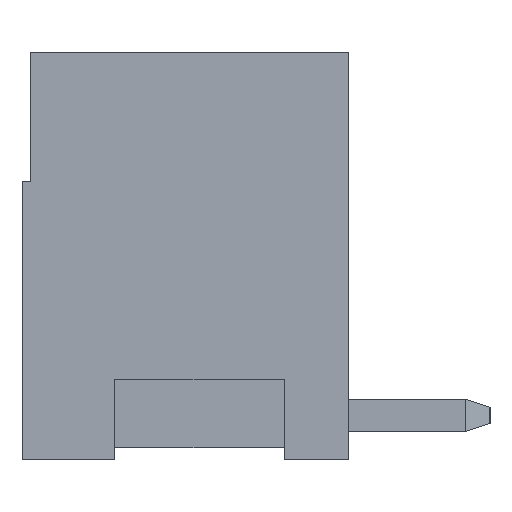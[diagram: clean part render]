
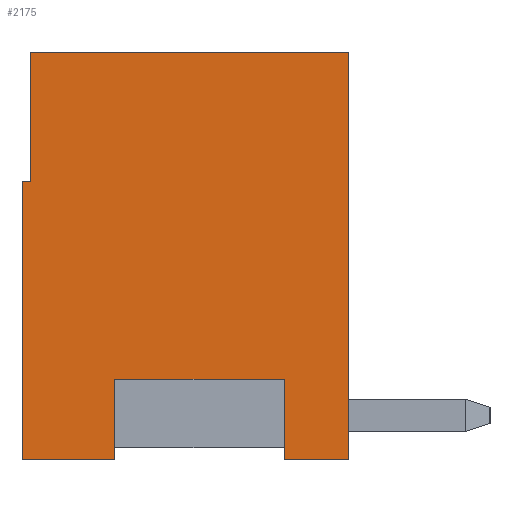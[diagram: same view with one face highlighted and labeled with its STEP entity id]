
A CAD part, left-side view. The second image highlights one B-rep face of the part: STEP entity #2175.
In plain terms, the highlighted planar face has unit normal (-1, 0, 0).
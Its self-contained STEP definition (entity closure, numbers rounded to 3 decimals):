
#2175 = ADVANCED_FACE( '', ( #4356 ), #4357, .T. );
#4356 = FACE_OUTER_BOUND( '', #6517, .T. );
#4357 = PLANE( '', #6518 );
#6517 = EDGE_LOOP( '', ( #12904, #12905, #12906, #12907, #12908, #12909, #12910, #12911, #12912, #12913 ) );
#6518 = AXIS2_PLACEMENT_3D( '', #12914, #12915, #12916 );
#12904 = ORIENTED_EDGE( '', *, *, #14435, .T. );
#12905 = ORIENTED_EDGE( '', *, *, #15070, .T. );
#12906 = ORIENTED_EDGE( '', *, *, #13199, .T. );
#12907 = ORIENTED_EDGE( '', *, *, #14830, .T. );
#12908 = ORIENTED_EDGE( '', *, *, #13711, .T. );
#12909 = ORIENTED_EDGE( '', *, *, #14959, .T. );
#12910 = ORIENTED_EDGE( '', *, *, #15372, .T. );
#12911 = ORIENTED_EDGE( '', *, *, #15539, .F. );
#12912 = ORIENTED_EDGE( '', *, *, #15614, .F. );
#12913 = ORIENTED_EDGE( '', *, *, #15586, .T. );
#12914 = CARTESIAN_POINT( '', ( -16., 0., 0. ) );
#12915 = DIRECTION( '', ( -1., 0., 0. ) );
#12916 = DIRECTION( '', ( 0., 0., 1. ) );
#13199 = EDGE_CURVE( '', #15796, #15797, #15798, .T. );
#13711 = EDGE_CURVE( '', #16706, #16707, #16708, .T. );
#14435 = EDGE_CURVE( '', #17873, #17870, #17874, .T. );
#14830 = EDGE_CURVE( '', #15797, #16706, #18465, .T. );
#14959 = EDGE_CURVE( '', #16707, #18650, #18652, .T. );
#15070 = EDGE_CURVE( '', #17870, #15796, #18804, .T. );
#15372 = EDGE_CURVE( '', #18650, #19186, #19188, .T. );
#15539 = EDGE_CURVE( '', #19381, #19186, #19383, .T. );
#15586 = EDGE_CURVE( '', #19436, #17873, #19438, .T. );
#15614 = EDGE_CURVE( '', #19436, #19381, #19467, .T. );
#15796 = VERTEX_POINT( '', #19653 );
#15797 = VERTEX_POINT( '', #19654 );
#15798 = LINE( '', #19655, #19656 );
#16706 = VERTEX_POINT( '', #20965 );
#16707 = VERTEX_POINT( '', #20966 );
#16708 = LINE( '', #20967, #20968 );
#17870 = VERTEX_POINT( '', #22683 );
#17873 = VERTEX_POINT( '', #22687 );
#17874 = LINE( '', #22688, #22689 );
#18465 = LINE( '', #23581, #23582 );
#18650 = VERTEX_POINT( '', #23864 );
#18652 = LINE( '', #23867, #23868 );
#18804 = LINE( '', #24107, #24108 );
#19186 = VERTEX_POINT( '', #24675 );
#19188 = LINE( '', #24678, #24679 );
#19381 = VERTEX_POINT( '', #24980 );
#19383 = LINE( '', #24983, #24984 );
#19436 = VERTEX_POINT( '', #25058 );
#19438 = LINE( '', #25061, #25062 );
#19467 = LINE( '', #25099, #25100 );
#19653 = CARTESIAN_POINT( '', ( -16., 1.75, -3.05 ) );
#19654 = CARTESIAN_POINT( '', ( -16., -2.45, -3.05 ) );
#19655 = CARTESIAN_POINT( '', ( -16., 1.75, -3.05 ) );
#19656 = VECTOR( '', #25338, 1000. );
#20965 = CARTESIAN_POINT( '', ( -16., -2.45, -5.05 ) );
#20966 = CARTESIAN_POINT( '', ( -16., -4.05, -5.05 ) );
#20967 = CARTESIAN_POINT( '', ( -16., 4.05, -5.05 ) );
#20968 = VECTOR( '', #25812, 1000. );
#22683 = CARTESIAN_POINT( '', ( -16., 1.75, -5.05 ) );
#22687 = CARTESIAN_POINT( '', ( -16., 4.05, -5.05 ) );
#22688 = CARTESIAN_POINT( '', ( -16., 4.05, -5.05 ) );
#22689 = VECTOR( '', #26418, 1000. );
#23581 = CARTESIAN_POINT( '', ( -16., -2.45, -3.05 ) );
#23582 = VECTOR( '', #26738, 1000. );
#23864 = CARTESIAN_POINT( '', ( -16., -4.05, 5.05 ) );
#23867 = CARTESIAN_POINT( '', ( -16., -4.05, -5.05 ) );
#23868 = VECTOR( '', #26858, 1000. );
#24107 = CARTESIAN_POINT( '', ( -16., 1.75, -5.05 ) );
#24108 = VECTOR( '', #26961, 1000. );
#24675 = CARTESIAN_POINT( '', ( -16., 3.85, 5.05 ) );
#24678 = CARTESIAN_POINT( '', ( -16., -4.05, 5.05 ) );
#24679 = VECTOR( '', #27172, 1000. );
#24980 = CARTESIAN_POINT( '', ( -16., 3.85, 1.85 ) );
#24983 = CARTESIAN_POINT( '', ( -16., 3.85, 0. ) );
#24984 = VECTOR( '', #27294, 1000. );
#25058 = CARTESIAN_POINT( '', ( -16., 4.05, 1.85 ) );
#25061 = CARTESIAN_POINT( '', ( -16., 4.05, 5.05 ) );
#25062 = VECTOR( '', #27323, 1000. );
#25099 = CARTESIAN_POINT( '', ( -16., 0., 1.85 ) );
#25100 = VECTOR( '', #27335, 1000. );
#25338 = DIRECTION( '', ( 0., -1., 0. ) );
#25812 = DIRECTION( '', ( 0., -1., 0. ) );
#26418 = DIRECTION( '', ( 0., -1., 0. ) );
#26738 = DIRECTION( '', ( 0., 0., -1. ) );
#26858 = DIRECTION( '', ( 0., 0., 1. ) );
#26961 = DIRECTION( '', ( 0., 0., 1. ) );
#27172 = DIRECTION( '', ( 0., 1., 0. ) );
#27294 = DIRECTION( '', ( 0., 0., 1. ) );
#27323 = DIRECTION( '', ( 0., 0., -1. ) );
#27335 = DIRECTION( '', ( 0., -1., 0. ) );
